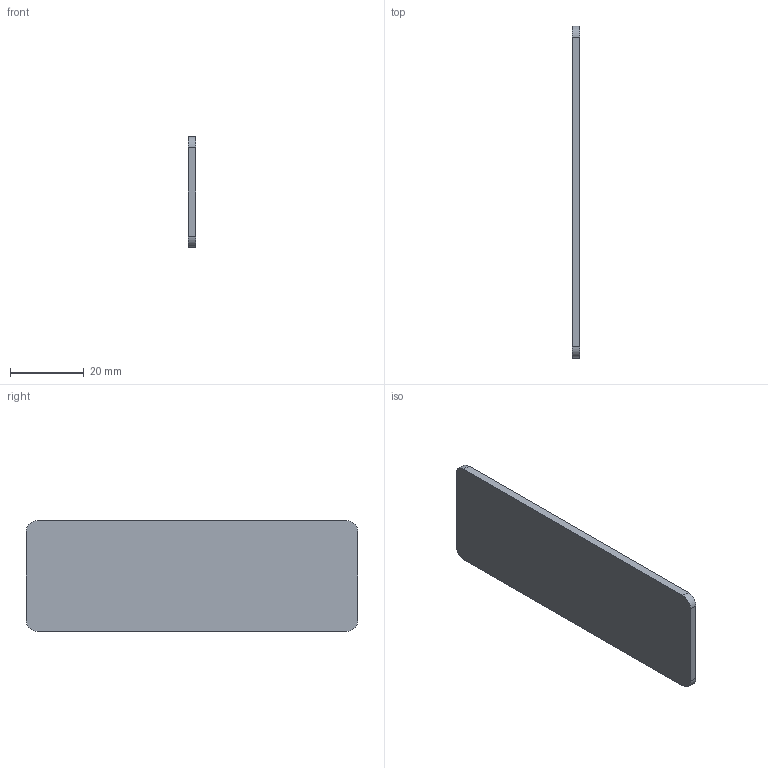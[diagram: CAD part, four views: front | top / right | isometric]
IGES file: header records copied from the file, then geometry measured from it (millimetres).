
Start section: START RECORD GO HERE.
Global section: file name: PLAQUE CONSTRUCTEUR.igs; native system: DASSAULT SYSTEMES CATIA V5 R21 - www.3ds.com; preprocessor: CATIA Version 5 Release 21 SP 2 ; author: EX008320; organization: MYCORP; date: 20180410.093337; units: millimetre
Bounding box: 2 x 90 x 30 mm (x, y, z)
Surface area: 5854.2 mm2 (no closed solid volume)
Topology: 0 solids, 0 shells, 10 faces, 48 edges, 48 vertices
Faces by surface type: plane 6, revolution 4
